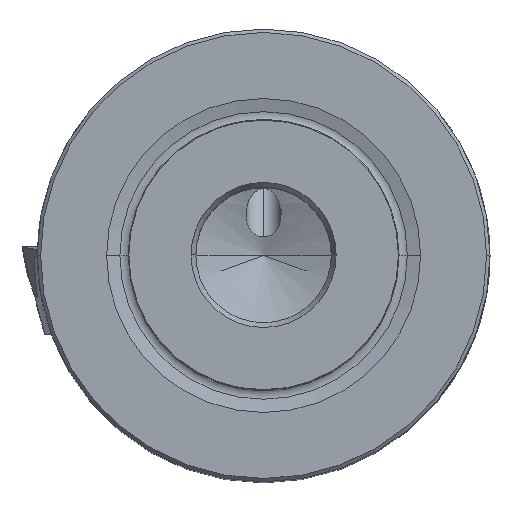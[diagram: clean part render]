
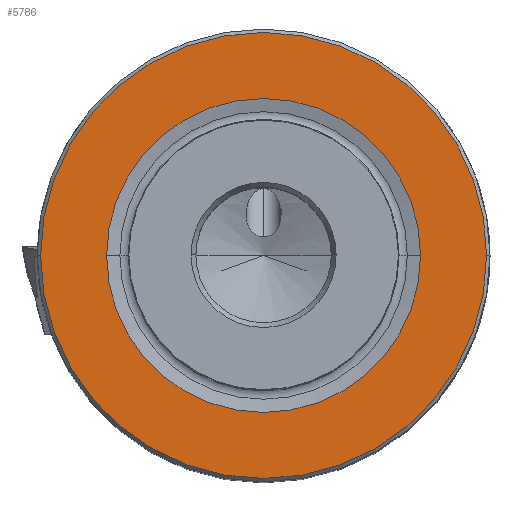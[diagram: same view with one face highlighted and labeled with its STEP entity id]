
A CAD part, top view. The second image highlights one B-rep face of the part: STEP entity #5786.
In plain terms, the highlighted planar face has unit normal (0, 0, 1).
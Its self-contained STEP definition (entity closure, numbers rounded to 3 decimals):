
#2074=VERTEX_POINT('NONE',#6015);
#2790=VERTEX_POINT('NONE',#6809);
#3680=VERTEX_POINT('NONE',#7808);
#4726=EDGE_CURVE('NONE',#2790,#2074,#8955,.T.);
#4978=EDGE_CURVE('NONE',#2074,#2790,#9229,.T.);
#5162=EDGE_CURVE('NONE',#5536,#3680,#9437,.T.);
#5296=EDGE_CURVE('NONE',#3680,#5536,#9589,.T.);
#5536=VERTEX_POINT('NONE',#9853);
#5786=ADVANCED_FACE('NONE',(#10123,#10124),#10125,.T.);
#6015=CARTESIAN_POINT('',(11.525,0.,0.0));
#6809=CARTESIAN_POINT('',(-11.525,0.0,0.0));
#7808=CARTESIAN_POINT('',(8.112,0.0,0.0));
#8955=CIRCLE('',#16529,11.525);
#9229=CIRCLE('',#17115,11.525);
#9437=CIRCLE('',#17618,8.112);
#9589=CIRCLE('',#18059,8.112);
#9853=CARTESIAN_POINT('',(-8.112,0.,0.0));
#10123=FACE_OUTER_BOUND('',#19641,.T.);
#10124=FACE_BOUND('',#19642,.T.);
#10125=PLANE('',#19643);
#16529=AXIS2_PLACEMENT_3D('',#23184,#23185,#23186);
#17115=AXIS2_PLACEMENT_3D('',#23465,#23466,#23467);
#17618=AXIS2_PLACEMENT_3D('',#23714,#23715,#23716);
#18059=AXIS2_PLACEMENT_3D('',#23892,#23893,#23894);
#19641=EDGE_LOOP('',(#24399,#24400));
#19642=EDGE_LOOP('',(#24401,#24402));
#19643=AXIS2_PLACEMENT_3D('',#24403,#24404,#24405);
#23184=CARTESIAN_POINT('',(0.0,0.0,0.0));
#23185=DIRECTION('',(0.0,0.0,-1.0));
#23186=DIRECTION('',(1.0,0.0,0.0));
#23465=CARTESIAN_POINT('',(0.0,0.0,0.0));
#23466=DIRECTION('',(0.0,0.0,-1.0));
#23467=DIRECTION('',(1.0,0.0,0.0));
#23714=CARTESIAN_POINT('',(0.0,0.0,0.0));
#23715=DIRECTION('',(0.0,0.0,1.0));
#23716=DIRECTION('',(1.0,0.0,0.0));
#23892=CARTESIAN_POINT('',(0.0,0.0,0.0));
#23893=DIRECTION('',(0.0,0.0,1.0));
#23894=DIRECTION('',(1.0,0.0,0.0));
#24399=ORIENTED_EDGE('',*,*,#4726,.F.);
#24400=ORIENTED_EDGE('',*,*,#4978,.F.);
#24401=ORIENTED_EDGE('',*,*,#5296,.F.);
#24402=ORIENTED_EDGE('',*,*,#5162,.F.);
#24403=CARTESIAN_POINT('',(0.0,7.0,0.0));
#24404=DIRECTION('',(0.0,0.0,1.0));
#24405=DIRECTION('',(1.0,0.0,0.0));
